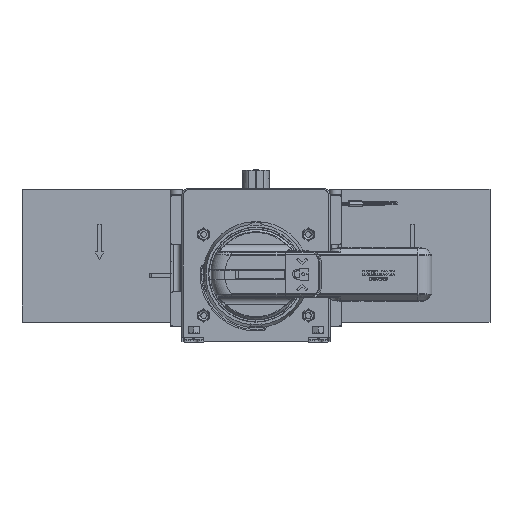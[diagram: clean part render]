
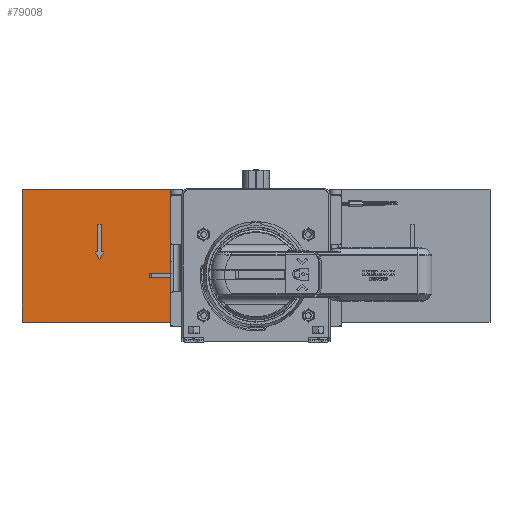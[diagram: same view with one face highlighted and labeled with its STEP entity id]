
A CAD part, top view. The second image highlights one B-rep face of the part: STEP entity #79008.
In plain terms, the highlighted planar face has unit normal (0, 0, 1).
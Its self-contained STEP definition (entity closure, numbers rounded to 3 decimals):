
#78421=DIRECTION('',(1.,0.,0.));
#78422=VECTOR('',#78421,106.369);
#78423=CARTESIAN_POINT('',(-167.5,61.5,1.));
#78424=LINE('',#78423,#78422);
#78509=DIRECTION('',(0.,1.,0.));
#78510=VECTOR('',#78509,19.804);
#78511=CARTESIAN_POINT('',(-110.75,16.696,1.));
#78512=LINE('',#78511,#78510);
#78513=DIRECTION('',(-1.,0.,0.));
#78514=VECTOR('',#78513,2.5);
#78515=CARTESIAN_POINT('',(-110.75,36.5,1.));
#78516=LINE('',#78515,#78514);
#78517=DIRECTION('',(0.,-1.,0.));
#78518=VECTOR('',#78517,19.804);
#78519=CARTESIAN_POINT('',(-113.25,36.5,1.));
#78520=LINE('',#78519,#78518);
#78521=DIRECTION('',(-1.,0.,0.));
#78522=VECTOR('',#78521,1.75);
#78523=CARTESIAN_POINT('',(-113.25,16.696,1.));
#78524=LINE('',#78523,#78522);
#78525=DIRECTION('',(0.5,-0.866,0.));
#78526=VECTOR('',#78525,6.);
#78527=CARTESIAN_POINT('',(-115.,16.696,1.));
#78528=LINE('',#78527,#78526);
#78529=DIRECTION('',(0.5,0.866,0.));
#78530=VECTOR('',#78529,6.);
#78531=CARTESIAN_POINT('',(-112.,11.5,1.));
#78532=LINE('',#78531,#78530);
#78533=DIRECTION('',(-1.,0.,0.));
#78534=VECTOR('',#78533,1.75);
#78535=CARTESIAN_POINT('',(-109.,16.696,1.));
#78536=LINE('',#78535,#78534);
#78537=DIRECTION('',(0.,-1.,0.));
#78538=VECTOR('',#78537,10.5);
#78539=CARTESIAN_POINT('',(-59.291,57.,1.));
#78540=LINE('',#78539,#78538);
#78541=DIRECTION('',(0.,-1.,0.));
#78542=VECTOR('',#78541,9.5);
#78543=CARTESIAN_POINT('',(-59.291,46.5,1.));
#78544=LINE('',#78543,#78542);
#78545=DIRECTION('',(0.,-1.,0.));
#78546=VECTOR('',#78545,70.);
#78547=CARTESIAN_POINT('',(-59.291,37.,1.));
#78548=LINE('',#78547,#78546);
#78549=CARTESIAN_POINT('',(-59.291,-33.,1.));
#78550=CARTESIAN_POINT('',(-59.291,-33.017,1.));
#78551=CARTESIAN_POINT('',(-59.29,-33.05,1.));
#78552=CARTESIAN_POINT('',(-59.281,-33.099,1.));
#78553=CARTESIAN_POINT('',(-59.268,-33.148,1.));
#78554=CARTESIAN_POINT('',(-59.249,-33.195,1.));
#78555=CARTESIAN_POINT('',(-59.225,-33.241,1.));
#78556=CARTESIAN_POINT('',(-59.195,-33.284,1.));
#78557=CARTESIAN_POINT('',(-59.161,-33.325,1.));
#78558=CARTESIAN_POINT('',(-59.121,-33.363,1.));
#78559=CARTESIAN_POINT('',(-59.077,-33.397,1.));
#78560=CARTESIAN_POINT('',(-59.029,-33.427,1.));
#78561=CARTESIAN_POINT('',(-58.976,-33.453,1.));
#78562=CARTESIAN_POINT('',(-58.92,-33.473,1.));
#78563=CARTESIAN_POINT('',(-58.86,-33.488,1.));
#78564=CARTESIAN_POINT('',(-58.797,-33.498,1.));
#78565=CARTESIAN_POINT('',(-58.754,-33.5,1.));
#78566=CARTESIAN_POINT('',(-58.732,-33.5,1.));
#78568=DIRECTION('',(-1.,0.,0.));
#78569=VECTOR('',#78568,108.768);
#78570=CARTESIAN_POINT('',(-58.732,-33.5,1.));
#78571=LINE('',#78570,#78569);
#78572=DIRECTION('',(0.,-1.,0.));
#78573=VECTOR('',#78572,95.);
#78574=CARTESIAN_POINT('',(-167.5,61.5,1.));
#78575=LINE('',#78574,#78573);
#78576=DIRECTION('',(0.,1.,0.));
#78577=VECTOR('',#78576,4.);
#78578=CARTESIAN_POINT('',(-61.131,57.5,1.));
#78579=LINE('',#78578,#78577);
#78580=DIRECTION('',(1.,0.,0.));
#78581=VECTOR('',#78580,1.323);
#78582=CARTESIAN_POINT('',(-60.614,57.,1.));
#78583=LINE('',#78582,#78581);
#78674=CARTESIAN_POINT('',(-60.614,57.,1.));
#78675=CARTESIAN_POINT('',(-60.633,57.,1.));
#78676=CARTESIAN_POINT('',(-60.669,57.002,1.));
#78677=CARTESIAN_POINT('',(-60.724,57.01,1.));
#78678=CARTESIAN_POINT('',(-60.777,57.024,1.));
#78679=CARTESIAN_POINT('',(-60.828,57.044,1.));
#78680=CARTESIAN_POINT('',(-60.877,57.068,1.));
#78681=CARTESIAN_POINT('',(-60.922,57.097,1.));
#78682=CARTESIAN_POINT('',(-60.964,57.131,1.));
#78683=CARTESIAN_POINT('',(-61.002,57.168,1.));
#78684=CARTESIAN_POINT('',(-61.035,57.209,1.));
#78685=CARTESIAN_POINT('',(-61.064,57.253,1.));
#78686=CARTESIAN_POINT('',(-61.088,57.299,1.));
#78687=CARTESIAN_POINT('',(-61.107,57.347,1.));
#78688=CARTESIAN_POINT('',(-61.121,57.398,1.));
#78689=CARTESIAN_POINT('',(-61.129,57.449,1.));
#78690=CARTESIAN_POINT('',(-61.131,57.483,1.));
#78691=CARTESIAN_POINT('',(-61.131,57.5,1.));
#78693=CARTESIAN_POINT('',(-59.291,37.,1.));
#78786=CARTESIAN_POINT('',(-167.5,61.5,1.));
#78788=VERTEX_POINT('',#78786);
#78790=CARTESIAN_POINT('',(-167.5,-33.5,1.));
#78792=VERTEX_POINT('',#78790);
#78835=CARTESIAN_POINT('',(-110.75,36.5,1.));
#78836=CARTESIAN_POINT('',(-110.75,16.696,1.));
#78837=VERTEX_POINT('',#78835);
#78838=VERTEX_POINT('',#78836);
#78839=CARTESIAN_POINT('',(-109.,16.696,1.));
#78840=VERTEX_POINT('',#78839);
#78841=CARTESIAN_POINT('',(-112.,11.5,1.));
#78842=VERTEX_POINT('',#78841);
#78843=CARTESIAN_POINT('',(-115.,16.696,1.));
#78844=VERTEX_POINT('',#78843);
#78845=CARTESIAN_POINT('',(-113.25,16.696,1.));
#78846=VERTEX_POINT('',#78845);
#78847=CARTESIAN_POINT('',(-113.25,36.5,1.));
#78848=VERTEX_POINT('',#78847);
#78851=CARTESIAN_POINT('',(-61.131,61.5,1.));
#78852=VERTEX_POINT('',#78851);
#78855=VERTEX_POINT('',#78566);
#78856=VERTEX_POINT('',#78549);
#78863=CARTESIAN_POINT('',(-59.291,57.,1.));
#78864=CARTESIAN_POINT('',(-60.614,57.,1.));
#78865=VERTEX_POINT('',#78863);
#78866=VERTEX_POINT('',#78864);
#78867=CARTESIAN_POINT('',(-61.131,57.5,1.));
#78868=VERTEX_POINT('',#78867);
#78869=VERTEX_POINT('',#78693);
#78873=CARTESIAN_POINT('',(-59.291,46.5,1.));
#78874=VERTEX_POINT('',#78873);
#78968=CARTESIAN_POINT('',(-167.5,61.5,1.));
#78969=DIRECTION('',(0.,0.,1.));
#78970=DIRECTION('',(1.,0.,0.));
#78971=AXIS2_PLACEMENT_3D('',#78968,#78969,#78970);
#78972=PLANE('',#78971);
#78974=ORIENTED_EDGE('',*,*,#78973,.T.);
#78976=ORIENTED_EDGE('',*,*,#78975,.T.);
#78978=ORIENTED_EDGE('',*,*,#78977,.T.);
#78980=ORIENTED_EDGE('',*,*,#78979,.T.);
#78981=ORIENTED_EDGE('',*,*,#78908,.T.);
#78982=ORIENTED_EDGE('',*,*,#78961,.F.);
#78983=ORIENTED_EDGE('',*,*,#78890,.T.);
#78985=ORIENTED_EDGE('',*,*,#78984,.F.);
#78987=ORIENTED_EDGE('',*,*,#78986,.F.);
#78989=ORIENTED_EDGE('',*,*,#78988,.T.);
#78990=EDGE_LOOP('',(#78974,#78976,#78978,#78980,#78981,#78982,#78983,#78985,
#78987,#78989));
#78991=FACE_OUTER_BOUND('',#78990,.F.);
#78993=ORIENTED_EDGE('',*,*,#78992,.T.);
#78995=ORIENTED_EDGE('',*,*,#78994,.T.);
#78997=ORIENTED_EDGE('',*,*,#78996,.T.);
#78999=ORIENTED_EDGE('',*,*,#78998,.T.);
#79001=ORIENTED_EDGE('',*,*,#79000,.T.);
#79003=ORIENTED_EDGE('',*,*,#79002,.T.);
#79005=ORIENTED_EDGE('',*,*,#79004,.T.);
#79006=EDGE_LOOP('',(#78993,#78995,#78997,#78999,#79001,#79003,#79005));
#79007=FACE_BOUND('',#79006,.F.);
#79008=ADVANCED_FACE('',(#78991,#79007),#78972,.T.);
#78567=B_SPLINE_CURVE_WITH_KNOTS('',3,(#78549,#78550,#78551,#78552,#78553,
#78554,#78555,#78556,#78557,#78558,#78559,#78560,#78561,#78562,#78563,#78564,
#78565,#78566),.UNSPECIFIED.,.F.,.F.,(4,1,1,1,1,1,1,1,1,1,1,1,1,1,1,4),(0.,
0.067,0.133,0.2,0.267,0.333,
0.4,0.467,0.533,0.6,0.667,
0.733,0.8,0.867,0.933,1.),
.UNSPECIFIED.);
#78692=B_SPLINE_CURVE_WITH_KNOTS('',3,(#78674,#78675,#78676,#78677,#78678,
#78679,#78680,#78681,#78682,#78683,#78684,#78685,#78686,#78687,#78688,#78689,
#78690,#78691),.UNSPECIFIED.,.F.,.F.,(4,1,1,1,1,1,1,1,1,1,1,1,1,1,1,4),(0.,
0.067,0.133,0.2,0.267,0.333,
0.4,0.467,0.533,0.6,0.667,
0.733,0.8,0.867,0.933,1.),
.UNSPECIFIED.);
#78890=EDGE_CURVE('',#78788,#78852,#78424,.T.);
#78908=EDGE_CURVE('',#78855,#78792,#78571,.T.);
#78961=EDGE_CURVE('',#78788,#78792,#78575,.T.);
#78973=EDGE_CURVE('',#78865,#78874,#78540,.T.);
#78975=EDGE_CURVE('',#78874,#78869,#78544,.T.);
#78977=EDGE_CURVE('',#78869,#78856,#78548,.T.);
#78979=EDGE_CURVE('',#78856,#78855,#78567,.T.);
#78984=EDGE_CURVE('',#78868,#78852,#78579,.T.);
#78986=EDGE_CURVE('',#78866,#78868,#78692,.T.);
#78988=EDGE_CURVE('',#78866,#78865,#78583,.T.);
#78992=EDGE_CURVE('',#78838,#78837,#78512,.T.);
#78994=EDGE_CURVE('',#78837,#78848,#78516,.T.);
#78996=EDGE_CURVE('',#78848,#78846,#78520,.T.);
#78998=EDGE_CURVE('',#78846,#78844,#78524,.T.);
#79000=EDGE_CURVE('',#78844,#78842,#78528,.T.);
#79002=EDGE_CURVE('',#78842,#78840,#78532,.T.);
#79004=EDGE_CURVE('',#78840,#78838,#78536,.T.);
